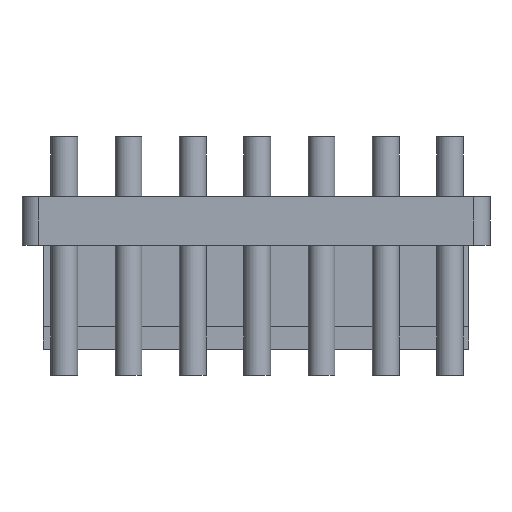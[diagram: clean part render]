
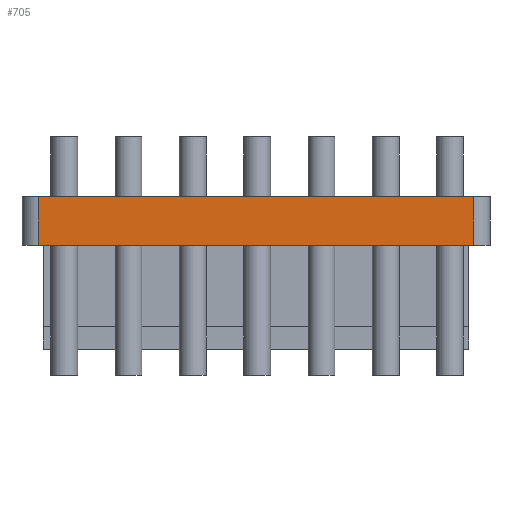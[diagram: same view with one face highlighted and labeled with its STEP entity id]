
A CAD part, front view. The second image highlights one B-rep face of the part: STEP entity #705.
In plain terms, the highlighted free-form (B-spline) face has degree [1, 1] with [2, 2] control points.
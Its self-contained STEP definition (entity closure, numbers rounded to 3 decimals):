
#380 = VERTEX_POINT('',#381);
#381 = CARTESIAN_POINT('',(17.332,-4.201,0.));
#387 = EDGE_CURVE('',#380,#388,#390,.T.);
#388 = VERTEX_POINT('',#389);
#389 = CARTESIAN_POINT('',(-17.332,-4.201,0.));
#390 = B_SPLINE_CURVE_WITH_KNOTS('',1,(#391,#392),.UNSPECIFIED.,.F.,.F.,
  (2,2),(1.,27.82),.PIECEWISE_BEZIER_KNOTS.);
#391 = CARTESIAN_POINT('',(17.332,-4.201,0.));
#392 = CARTESIAN_POINT('',(-17.332,-4.201,0.));
#547 = VERTEX_POINT('',#548);
#548 = CARTESIAN_POINT('',(17.332,-4.201,
    3.877));
#554 = EDGE_CURVE('',#547,#555,#557,.T.);
#555 = VERTEX_POINT('',#556);
#556 = CARTESIAN_POINT('',(-17.332,-4.201,
    3.877));
#557 = B_SPLINE_CURVE_WITH_KNOTS('',1,(#558,#559),.UNSPECIFIED.,.F.,.F.,
  (2,2),(1.,27.82),.PIECEWISE_BEZIER_KNOTS.);
#558 = CARTESIAN_POINT('',(17.332,-4.201,
    3.877));
#559 = CARTESIAN_POINT('',(-17.332,-4.201,
    3.877));
#692 = EDGE_CURVE('',#388,#555,#693,.T.);
#693 = B_SPLINE_CURVE_WITH_KNOTS('',1,(#694,#695),.UNSPECIFIED.,.F.,.F.,
  (2,2),(0.,3.),.PIECEWISE_BEZIER_KNOTS.);
#694 = CARTESIAN_POINT('',(-17.332,-4.201,0.));
#695 = CARTESIAN_POINT('',(-17.332,-4.201,
    3.877));
#705 = ADVANCED_FACE('',(#706),#716,.T.);
#706 = FACE_BOUND('',#707,.T.);
#707 = EDGE_LOOP('',(#708,#709,#714,#715));
#708 = ORIENTED_EDGE('',*,*,#387,.F.);
#709 = ORIENTED_EDGE('',*,*,#710,.T.);
#710 = EDGE_CURVE('',#380,#547,#711,.T.);
#711 = B_SPLINE_CURVE_WITH_KNOTS('',1,(#712,#713),.UNSPECIFIED.,.F.,.F.,
  (2,2),(0.,3.),.PIECEWISE_BEZIER_KNOTS.);
#712 = CARTESIAN_POINT('',(17.332,-4.201,0.));
#713 = CARTESIAN_POINT('',(17.332,-4.201,
    3.877));
#714 = ORIENTED_EDGE('',*,*,#554,.T.);
#715 = ORIENTED_EDGE('',*,*,#692,.F.);
#716 = B_SPLINE_SURFACE_WITH_KNOTS('',1,1,(
    (#717,#718)
    ,(#719,#720
    )),.UNSPECIFIED.,.F.,.F.,.F.,(2,2),(2,2),(1.,27.82),(-3.,0.),
  .PIECEWISE_BEZIER_KNOTS.);
#717 = CARTESIAN_POINT('',(17.332,-4.201,
    3.877));
#718 = CARTESIAN_POINT('',(17.332,-4.201,0.));
#719 = CARTESIAN_POINT('',(-17.332,-4.201,
    3.877));
#720 = CARTESIAN_POINT('',(-17.332,-4.201,0.));
